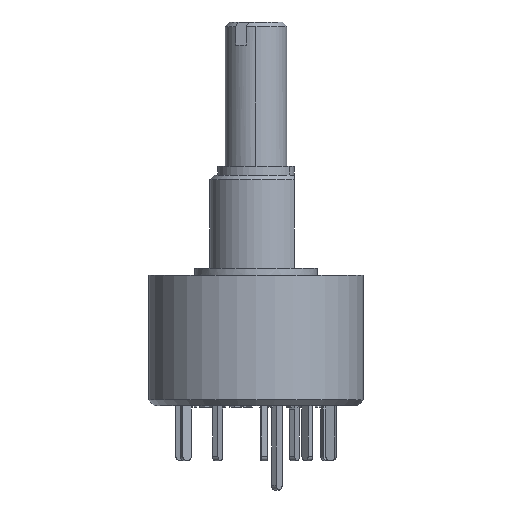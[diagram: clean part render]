
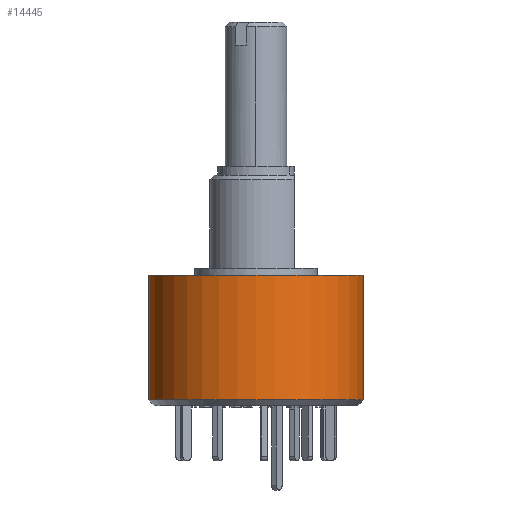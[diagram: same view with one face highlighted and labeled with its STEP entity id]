
A CAD part, left-side view. The second image highlights one B-rep face of the part: STEP entity #14445.
In plain terms, the highlighted cylindrical face has radius 7 mm (diameter 14 mm), a partial arc.
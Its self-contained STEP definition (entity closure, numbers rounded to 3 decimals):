
#158 = DIRECTION ( 'NONE',  ( 0., 0., -1. ) ) ;
#219 = AXIS2_PLACEMENT_3D ( 'NONE', #5279, #8878, #362 ) ;
#362 = DIRECTION ( 'NONE',  ( 0., 1., 0. ) ) ;
#1134 = EDGE_CURVE ( 'NONE', #11210, #11602, #9818, .T. ) ;
#1653 = DIRECTION ( 'NONE',  ( 0., -1., 0. ) ) ;
#1717 = CARTESIAN_POINT ( 'NONE',  ( 0., -7., -0.45 ) ) ;
#2568 = CIRCLE ( 'NONE', #3642, 7. ) ;
#2645 = CIRCLE ( 'NONE', #9135, 7. ) ;
#2693 = DIRECTION ( 'NONE',  ( 0., -1., 0. ) ) ;
#2802 = ORIENTED_EDGE ( 'NONE', *, *, #8403, .F. ) ;
#2861 = ORIENTED_EDGE ( 'NONE', *, *, #5034, .F. ) ;
#3134 = CARTESIAN_POINT ( 'NONE',  ( 0., -7., -0.45 ) ) ;
#3642 = AXIS2_PLACEMENT_3D ( 'NONE', #10195, #10308, #1653 ) ;
#3782 = CARTESIAN_POINT ( 'NONE',  ( 0., 7., -0.45 ) ) ;
#5034 = EDGE_CURVE ( 'NONE', #11210, #8371, #2645, .T. ) ;
#5279 = CARTESIAN_POINT ( 'NONE',  ( 0., 0., -0.45 ) ) ;
#5358 = ORIENTED_EDGE ( 'NONE', *, *, #13037, .T. ) ;
#5947 = CARTESIAN_POINT ( 'NONE',  ( 0., 7., -8.574 ) ) ;
#6422 = CARTESIAN_POINT ( 'NONE',  ( 0., -7., -8.574 ) ) ;
#6923 = VECTOR ( 'NONE', #15064, 1000. ) ;
#8051 = FACE_OUTER_BOUND ( 'NONE', #12331, .T. ) ;
#8371 = VERTEX_POINT ( 'NONE', #1717 ) ;
#8403 = EDGE_CURVE ( 'NONE', #8371, #14009, #14378, .T. ) ;
#8822 = DIRECTION ( 'NONE',  ( 0., 0., 1. ) ) ;
#8878 = DIRECTION ( 'NONE',  ( 0., 0., -1. ) ) ;
#9135 = AXIS2_PLACEMENT_3D ( 'NONE', #15145, #8822, #2693 ) ;
#9818 = LINE ( 'NONE', #3782, #13949 ) ;
#10195 = CARTESIAN_POINT ( 'NONE',  ( 0., 0., -8.574 ) ) ;
#10308 = DIRECTION ( 'NONE',  ( 0., 0., 1. ) ) ;
#11210 = VERTEX_POINT ( 'NONE', #11250 ) ;
#11250 = CARTESIAN_POINT ( 'NONE',  ( 0., 7., -0.45 ) ) ;
#11602 = VERTEX_POINT ( 'NONE', #5947 ) ;
#12331 = EDGE_LOOP ( 'NONE', ( #2802, #2861, #14424, #5358 ) ) ;
#13037 = EDGE_CURVE ( 'NONE', #11602, #14009, #2568, .T. ) ;
#13949 = VECTOR ( 'NONE', #158, 1000. ) ;
#14009 = VERTEX_POINT ( 'NONE', #6422 ) ;
#14378 = LINE ( 'NONE', #3134, #6923 ) ;
#14424 = ORIENTED_EDGE ( 'NONE', *, *, #1134, .T. ) ;
#14445 = ADVANCED_FACE ( 'NONE', ( #8051 ), #15488, .T. ) ;
#15064 = DIRECTION ( 'NONE',  ( 0., 0., -1. ) ) ;
#15145 = CARTESIAN_POINT ( 'NONE',  ( 0., 0., -0.45 ) ) ;
#15488 = CYLINDRICAL_SURFACE ( 'NONE', #219, 7. ) ;
